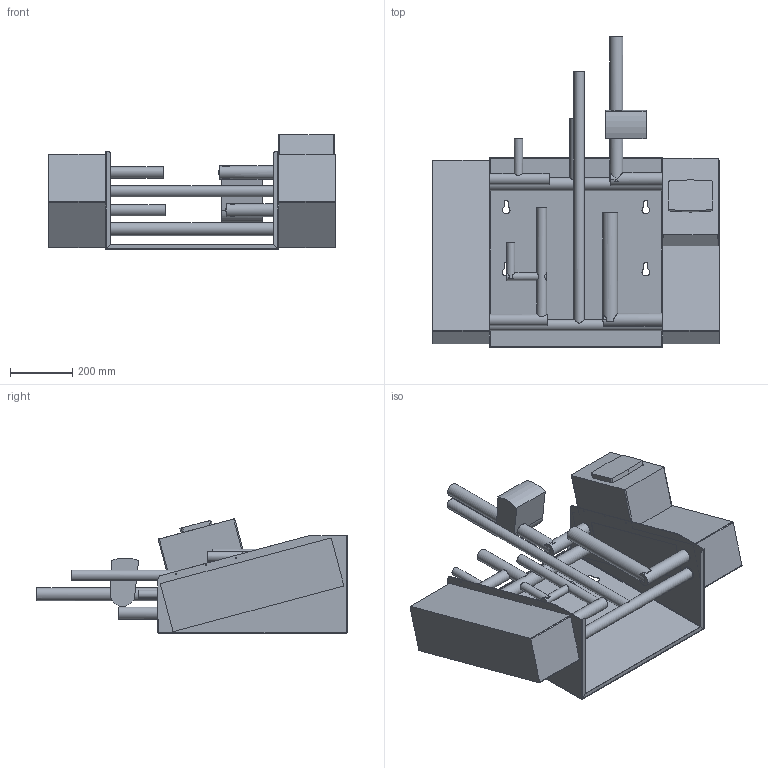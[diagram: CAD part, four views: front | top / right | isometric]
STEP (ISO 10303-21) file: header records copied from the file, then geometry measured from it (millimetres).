
FILE_DESCRIPTION(/* description */ (''),/* implementation_level */ '2;1');
FILE_NAME(/* name */ 'Superb XL ECL110 1127001977.stp',/* time_stamp */ '2020-11-09T14:25:42+01:00',/* author */ ('3113hani'),/* organization */ (''),/* preprocessor_version */ 'ST-DEVELOPER v17',/* originating_system */ 'Autodesk Inventor 2018',/* authorisation */ '');
FILE_SCHEMA (('CONFIG_CONTROL_DESIGN'));
Length unit declared in the file: millimetre
Products named in the file (1): Superb XL RVD144 1127001965
Bounding box: 921.8 x 999.56 x 369.23 mm (x, y, z)
Volume: 47077339.6 mm3; surface area: 2604544.8 mm2
Topology: 7 solids, 7 shells, 748 faces, 1932 edges, 1271 vertices
Faces by surface type: plane 502, bspline 164, cylinder 82
Full cylindrical faces by diameter (mm): 3.6 x10, 25.25 x1, 26.9 x2, 31.5 x1, 33.7 x1, 35.7 x1, 36.06 x1, 37 x1, 39.5 x1, 42.4 x5, 43 x8, 47.995 x1
Entity records: 24431 total; most frequent: CARTESIAN_POINT 7121, ORIENTED_EDGE 3864, DIRECTION 2911, EDGE_CURVE 1932, LINE 1403, VECTOR 1403, VERTEX_POINT 1271, EDGE_LOOP 843
